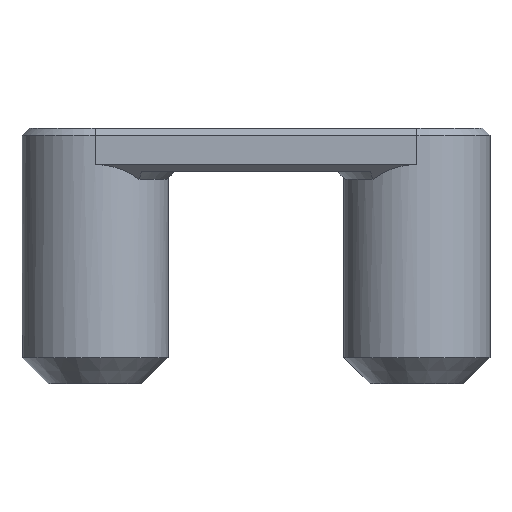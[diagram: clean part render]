
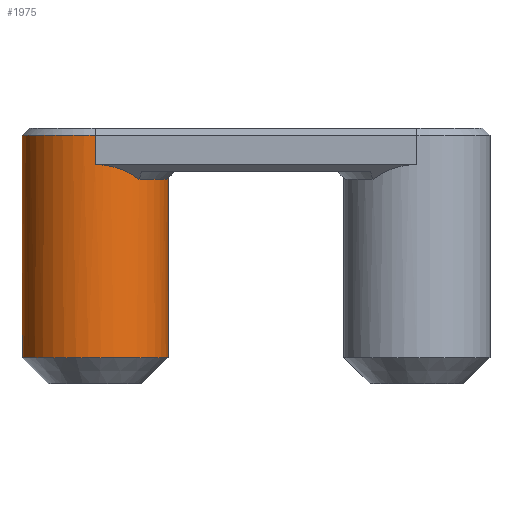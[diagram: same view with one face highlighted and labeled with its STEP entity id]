
A CAD part, left-side view. The second image highlights one B-rep face of the part: STEP entity #1975.
In plain terms, the highlighted cylindrical face has radius 5 mm (diameter 10 mm), a full revolution.
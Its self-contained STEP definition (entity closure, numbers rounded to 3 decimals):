
#181=ELLIPSE('',#2132,7.071,5.);
#182=ELLIPSE('',#2135,7.071,5.);
#187=CYLINDRICAL_SURFACE('',#2130,5.);
#206=FACE_OUTER_BOUND('',#323,.T.);
#323=EDGE_LOOP('',(#1350,#1351,#1352,#1353,#1354,#1355,#1356,#1357,#1358,
#1359,#1360,#1361,#1362,#1363,#1364,#1365,#1366,#1367));
#461=LINE('',#2966,#585);
#462=LINE('',#2972,#586);
#463=LINE('',#2975,#587);
#464=LINE('',#2979,#588);
#465=LINE('',#2985,#589);
#466=LINE('',#2989,#590);
#467=LINE('',#2993,#591);
#585=VECTOR('',#2401,10.);
#586=VECTOR('',#2406,10.);
#587=VECTOR('',#2409,5.);
#588=VECTOR('',#2412,10.);
#589=VECTOR('',#2417,10.);
#590=VECTOR('',#2420,10.);
#591=VECTOR('',#2423,10.);
#713=CIRCLE('',#2129,5.);
#714=CIRCLE('',#2131,5.);
#715=CIRCLE('',#2133,5.);
#716=CIRCLE('',#2134,5.);
#717=CIRCLE('',#2136,5.);
#718=CIRCLE('',#2137,5.);
#719=CIRCLE('',#2138,5.);
#720=CIRCLE('',#2139,5.);
#823=VERTEX_POINT('',#2960);
#824=VERTEX_POINT('',#2964);
#825=VERTEX_POINT('',#2965);
#826=VERTEX_POINT('',#2967);
#827=VERTEX_POINT('',#2969);
#828=VERTEX_POINT('',#2971);
#829=VERTEX_POINT('',#2973);
#830=VERTEX_POINT('',#2976);
#831=VERTEX_POINT('',#2978);
#832=VERTEX_POINT('',#2980);
#833=VERTEX_POINT('',#2982);
#834=VERTEX_POINT('',#2984);
#835=VERTEX_POINT('',#2986);
#836=VERTEX_POINT('',#2988);
#837=VERTEX_POINT('',#2990);
#838=VERTEX_POINT('',#2992);
#1026=EDGE_CURVE('',#823,#823,#713,.T.);
#1027=EDGE_CURVE('',#824,#825,#461,.T.);
#1028=EDGE_CURVE('',#826,#824,#714,.T.);
#1029=EDGE_CURVE('',#827,#826,#181,.T.);
#1030=EDGE_CURVE('',#827,#828,#462,.T.);
#1031=EDGE_CURVE('',#829,#828,#715,.T.);
#1032=EDGE_CURVE('',#829,#823,#463,.T.);
#1033=EDGE_CURVE('',#830,#829,#716,.T.);
#1034=EDGE_CURVE('',#831,#830,#464,.T.);
#1035=EDGE_CURVE('',#832,#831,#182,.T.);
#1036=EDGE_CURVE('',#833,#832,#717,.T.);
#1037=EDGE_CURVE('',#833,#834,#465,.T.);
#1038=EDGE_CURVE('',#835,#834,#718,.T.);
#1039=EDGE_CURVE('',#836,#835,#466,.T.);
#1040=EDGE_CURVE('',#837,#836,#719,.T.);
#1041=EDGE_CURVE('',#837,#838,#467,.T.);
#1042=EDGE_CURVE('',#825,#838,#720,.T.);
#1350=ORIENTED_EDGE('',*,*,#1027,.F.);
#1351=ORIENTED_EDGE('',*,*,#1028,.F.);
#1352=ORIENTED_EDGE('',*,*,#1029,.F.);
#1353=ORIENTED_EDGE('',*,*,#1030,.T.);
#1354=ORIENTED_EDGE('',*,*,#1031,.F.);
#1355=ORIENTED_EDGE('',*,*,#1032,.T.);
#1356=ORIENTED_EDGE('',*,*,#1026,.F.);
#1357=ORIENTED_EDGE('',*,*,#1032,.F.);
#1358=ORIENTED_EDGE('',*,*,#1033,.F.);
#1359=ORIENTED_EDGE('',*,*,#1034,.F.);
#1360=ORIENTED_EDGE('',*,*,#1035,.F.);
#1361=ORIENTED_EDGE('',*,*,#1036,.F.);
#1362=ORIENTED_EDGE('',*,*,#1037,.T.);
#1363=ORIENTED_EDGE('',*,*,#1038,.F.);
#1364=ORIENTED_EDGE('',*,*,#1039,.F.);
#1365=ORIENTED_EDGE('',*,*,#1040,.F.);
#1366=ORIENTED_EDGE('',*,*,#1041,.T.);
#1367=ORIENTED_EDGE('',*,*,#1042,.F.);
#1975=ADVANCED_FACE('',(#206),#187,.T.);
#2129=AXIS2_PLACEMENT_3D('',#2962,#2397,#2398);
#2130=AXIS2_PLACEMENT_3D('',#2963,#2399,#2400);
#2131=AXIS2_PLACEMENT_3D('',#2968,#2402,#2403);
#2132=AXIS2_PLACEMENT_3D('',#2970,#2404,#2405);
#2133=AXIS2_PLACEMENT_3D('',#2974,#2407,#2408);
#2134=AXIS2_PLACEMENT_3D('',#2977,#2410,#2411);
#2135=AXIS2_PLACEMENT_3D('',#2981,#2413,#2414);
#2136=AXIS2_PLACEMENT_3D('',#2983,#2415,#2416);
#2137=AXIS2_PLACEMENT_3D('',#2987,#2418,#2419);
#2138=AXIS2_PLACEMENT_3D('',#2991,#2421,#2422);
#2139=AXIS2_PLACEMENT_3D('',#2994,#2424,#2425);
#2397=DIRECTION('center_axis',(0.,0.,-1.));
#2398=DIRECTION('ref_axis',(0.816,-0.579,0.));
#2399=DIRECTION('center_axis',(0.,0.,1.));
#2400=DIRECTION('ref_axis',(0.816,-0.579,0.));
#2401=DIRECTION('',(0.,0.,1.));
#2402=DIRECTION('center_axis',(0.,0.,1.));
#2403=DIRECTION('ref_axis',(-0.816,0.579,0.));
#2404=DIRECTION('center_axis',(0.707,0.,0.707));
#2405=DIRECTION('ref_axis',(0.707,0.,-0.707));
#2406=DIRECTION('',(0.,0.,1.));
#2407=DIRECTION('center_axis',(0.,0.,1.));
#2408=DIRECTION('ref_axis',(-0.816,0.579,0.));
#2409=DIRECTION('',(0.,0.,-1.));
#2410=DIRECTION('center_axis',(0.,0.,1.));
#2411=DIRECTION('ref_axis',(-0.816,0.579,0.));
#2412=DIRECTION('',(0.,0.,1.));
#2413=DIRECTION('center_axis',(0.,-0.707,0.707));
#2414=DIRECTION('ref_axis',(0.,-0.707,-0.707));
#2415=DIRECTION('center_axis',(0.,0.,1.));
#2416=DIRECTION('ref_axis',(0.816,-0.579,0.));
#2417=DIRECTION('',(0.,0.,1.));
#2418=DIRECTION('center_axis',(0.,0.,1.));
#2419=DIRECTION('ref_axis',(0.816,-0.579,0.));
#2420=DIRECTION('',(0.,0.,1.));
#2421=DIRECTION('center_axis',(0.,0.,1.));
#2422=DIRECTION('ref_axis',(0.816,-0.579,0.));
#2423=DIRECTION('',(0.,0.,1.));
#2424=DIRECTION('center_axis',(0.,0.,1.));
#2425=DIRECTION('ref_axis',(0.816,-0.579,0.));
#2960=CARTESIAN_POINT('',(-19.578,13.894,-12.7));
#2962=CARTESIAN_POINT('Origin',(-15.5,11.,-12.7));
#2963=CARTESIAN_POINT('Origin',(-15.5,11.,0.));
#2964=CARTESIAN_POINT('',(-16.5,6.101,-0.5));
#2965=CARTESIAN_POINT('',(-16.5,6.101,2.5));
#2966=CARTESIAN_POINT('',(-16.5,6.101,0.));
#2967=CARTESIAN_POINT('',(-19.5,8.,-0.5));
#2968=CARTESIAN_POINT('Origin',(-15.5,11.,-0.5));
#2969=CARTESIAN_POINT('',(-20.5,11.,0.5));
#2970=CARTESIAN_POINT('Origin',(-15.5,11.,-4.5));
#2971=CARTESIAN_POINT('',(-20.5,11.,2.5));
#2972=CARTESIAN_POINT('',(-20.5,11.,0.));
#2973=CARTESIAN_POINT('',(-19.578,13.894,2.5));
#2974=CARTESIAN_POINT('Origin',(-15.5,11.,2.5));
#2975=CARTESIAN_POINT('',(-19.578,13.894,0.));
#2976=CARTESIAN_POINT('',(-15.5,16.,2.5));
#2977=CARTESIAN_POINT('Origin',(-15.5,11.,2.5));
#2978=CARTESIAN_POINT('',(-15.5,16.,0.5));
#2979=CARTESIAN_POINT('',(-15.5,16.,0.));
#2980=CARTESIAN_POINT('',(-12.5,15.,-0.5));
#2981=CARTESIAN_POINT('Origin',(-15.5,11.,-4.5));
#2982=CARTESIAN_POINT('',(-10.601,12.,-0.5));
#2983=CARTESIAN_POINT('Origin',(-15.5,11.,-0.5));
#2984=CARTESIAN_POINT('',(-10.601,12.,2.5));
#2985=CARTESIAN_POINT('',(-10.601,12.,0.));
#2986=CARTESIAN_POINT('',(-10.605,9.979,2.5));
#2987=CARTESIAN_POINT('Origin',(-15.5,11.,2.5));
#2988=CARTESIAN_POINT('',(-10.605,9.979,-0.5));
#2989=CARTESIAN_POINT('',(-10.605,9.979,0.));
#2990=CARTESIAN_POINT('',(-12.92,6.717,-0.5));
#2991=CARTESIAN_POINT('Origin',(-15.5,11.,-0.5));
#2992=CARTESIAN_POINT('',(-12.92,6.717,2.5));
#2993=CARTESIAN_POINT('',(-12.92,6.717,0.));
#2994=CARTESIAN_POINT('Origin',(-15.5,11.,2.5));
